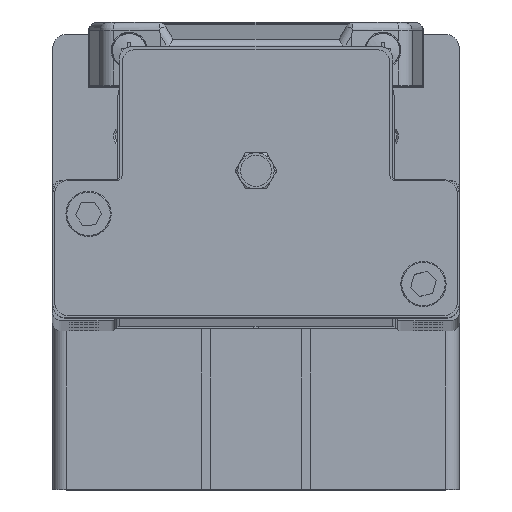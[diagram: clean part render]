
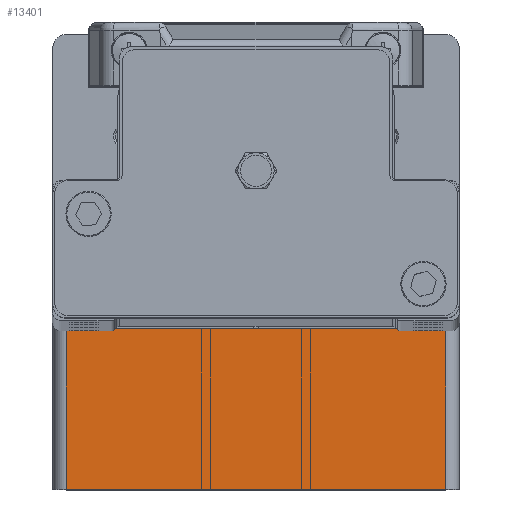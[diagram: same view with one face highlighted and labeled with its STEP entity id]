
A CAD part, top view. The second image highlights one B-rep face of the part: STEP entity #13401.
In plain terms, the highlighted planar face has unit normal (0, 0, 1).
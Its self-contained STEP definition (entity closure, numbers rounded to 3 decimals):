
#2288 = EDGE_CURVE ( 'NONE', #3589, #12913, #22429, .T. ) ;
#3589 = VERTEX_POINT ( 'NONE', #6373 ) ;
#3732 = PLANE ( 'NONE',  #25039 ) ;
#4443 = CARTESIAN_POINT ( 'NONE',  ( -41.9, 27.75, 33.5 ) ) ;
#5693 = ORIENTED_EDGE ( 'NONE', *, *, #2288, .T. ) ;
#5875 = CARTESIAN_POINT ( 'NONE',  ( 41.9, 27.75, 33.5 ) ) ;
#6373 = CARTESIAN_POINT ( 'NONE',  ( -41.9, 72.75, 33.5 ) ) ;
#6907 = VECTOR ( 'NONE', #19996, 1000. ) ;
#7566 = ORIENTED_EDGE ( 'NONE', *, *, #24177, .T. ) ;
#7680 = DIRECTION ( 'NONE',  ( -1., 0., 0. ) ) ;
#7847 = CARTESIAN_POINT ( 'NONE',  ( -44.9, 72.75, 33.5 ) ) ;
#9592 = CARTESIAN_POINT ( 'NONE',  ( -41.9, 27.75, 33.5 ) ) ;
#9785 = FACE_OUTER_BOUND ( 'NONE', #19777, .T. ) ;
#10728 = DIRECTION ( 'NONE',  ( 0., 1., 0. ) ) ;
#11167 = DIRECTION ( 'NONE',  ( 1., 0., 0. ) ) ;
#12633 = VERTEX_POINT ( 'NONE', #5875 ) ;
#12913 = VERTEX_POINT ( 'NONE', #9592 ) ;
#13152 = LINE ( 'NONE', #7847, #22848 ) ;
#13401 = ADVANCED_FACE ( 'NONE', ( #9785 ), #3732, .F. ) ;
#15063 = ORIENTED_EDGE ( 'NONE', *, *, #21679, .F. ) ;
#15768 = DIRECTION ( 'NONE',  ( 1., 0., 0. ) ) ;
#16086 = ORIENTED_EDGE ( 'NONE', *, *, #21348, .T. ) ;
#16206 = VECTOR ( 'NONE', #10728, 1000. ) ;
#18504 = CARTESIAN_POINT ( 'NONE',  ( 41.9, 72.75, 33.5 ) ) ;
#19777 = EDGE_LOOP ( 'NONE', ( #15063, #5693, #7566, #16086 ) ) ;
#19825 = LINE ( 'NONE', #22834, #24948 ) ;
#19996 = DIRECTION ( 'NONE',  ( 0., -1., 0. ) ) ;
#20729 = CARTESIAN_POINT ( 'NONE',  ( 41.9, 72.75, 33.5 ) ) ;
#21348 = EDGE_CURVE ( 'NONE', #12633, #24099, #21368, .T. ) ;
#21368 = LINE ( 'NONE', #18504, #16206 ) ;
#21679 = EDGE_CURVE ( 'NONE', #3589, #24099, #13152, .T. ) ;
#22429 = LINE ( 'NONE', #4443, #6907 ) ;
#22834 = CARTESIAN_POINT ( 'NONE',  ( -44.9, 27.75, 33.5 ) ) ;
#22848 = VECTOR ( 'NONE', #15768, 1000. ) ;
#23059 = CARTESIAN_POINT ( 'NONE',  ( -44.9, 72.75, 33.5 ) ) ;
#23156 = DIRECTION ( 'NONE',  ( 0., 0., -1. ) ) ;
#24099 = VERTEX_POINT ( 'NONE', #20729 ) ;
#24177 = EDGE_CURVE ( 'NONE', #12913, #12633, #19825, .T. ) ;
#24948 = VECTOR ( 'NONE', #11167, 1000. ) ;
#25039 = AXIS2_PLACEMENT_3D ( 'NONE', #23059, #23156, #7680 ) ;
